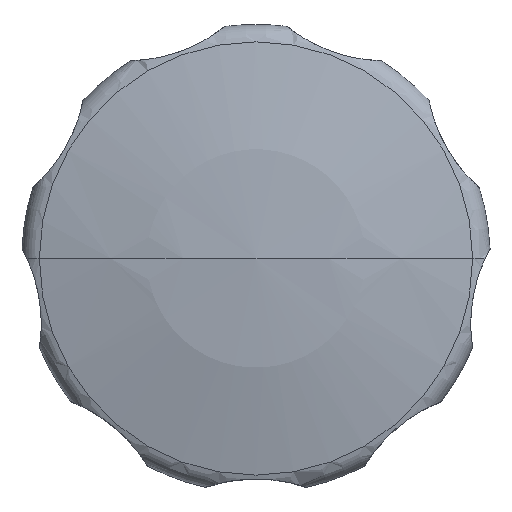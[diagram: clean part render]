
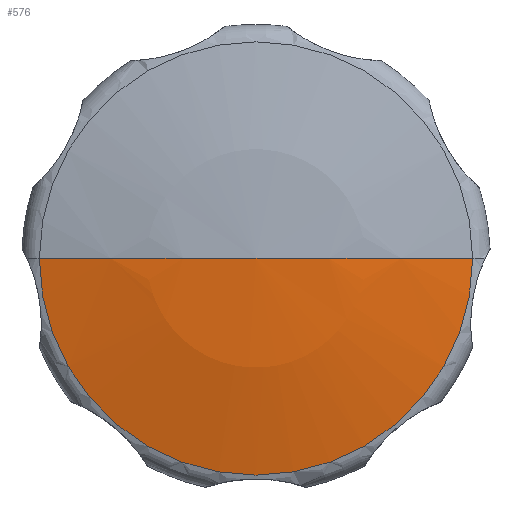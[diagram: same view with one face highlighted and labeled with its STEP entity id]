
A CAD part, top view. The second image highlights one B-rep face of the part: STEP entity #576.
In plain terms, the highlighted spherical face has radius 55.383 mm.
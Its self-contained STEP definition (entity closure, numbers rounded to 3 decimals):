
#264=EDGE_CURVE('',#580,#470,#673,.T.);
#274=EDGE_CURVE('',#568,#470,#683,.T.);
#470=VERTEX_POINT('',#897);
#568=VERTEX_POINT('',#1004);
#576=ADVANCED_FACE('',(#1012),#1013,.T.);
#580=VERTEX_POINT('',#1018);
#592=EDGE_CURVE('',#568,#580,#1031,.T.);
#673=CIRCLE('',#1167,55.383);
#683=CIRCLE('',#1180,13.876);
#897=CARTESIAN_POINT('',(13.876,0.,45.234));
#1004=CARTESIAN_POINT('',(-13.876,0.,45.234));
#1012=FACE_OUTER_BOUND('',#2121,.T.);
#1013=SPHERICAL_SURFACE('',#2122,55.383);
#1018=CARTESIAN_POINT('',(0.,0.,47.0));
#1031=CIRCLE('',#2166,55.383);
#1167=AXIS2_PLACEMENT_3D('',#2266,#2267,#2268);
#1180=AXIS2_PLACEMENT_3D('',#2275,#2276,#2277);
#2121=EDGE_LOOP('',(#2647,#2648,#2649));
#2122=AXIS2_PLACEMENT_3D('',#2650,#2651,#2652);
#2166=AXIS2_PLACEMENT_3D('',#2672,#2673,#2674);
#2266=CARTESIAN_POINT('',(0.,0.,-8.383));
#2267=DIRECTION('',(0.,1.0,0.));
#2268=DIRECTION('',(0.0,0.,-1.0));
#2275=CARTESIAN_POINT('',(0.,0.,45.234));
#2276=DIRECTION('',(0.,0.,1.0));
#2277=DIRECTION('',(-1.0,0.,0.));
#2647=ORIENTED_EDGE('',*,*,#592,.F.);
#2648=ORIENTED_EDGE('',*,*,#274,.T.);
#2649=ORIENTED_EDGE('',*,*,#264,.F.);
#2650=CARTESIAN_POINT('',(0.,0.,-8.383));
#2651=DIRECTION('',(0.,0.,1.0));
#2652=DIRECTION('',(-1.0,0.,0.0));
#2672=CARTESIAN_POINT('',(0.,0.,-8.383));
#2673=DIRECTION('',(0.,1.0,0.));
#2674=DIRECTION('',(0.0,0.,-1.0));
